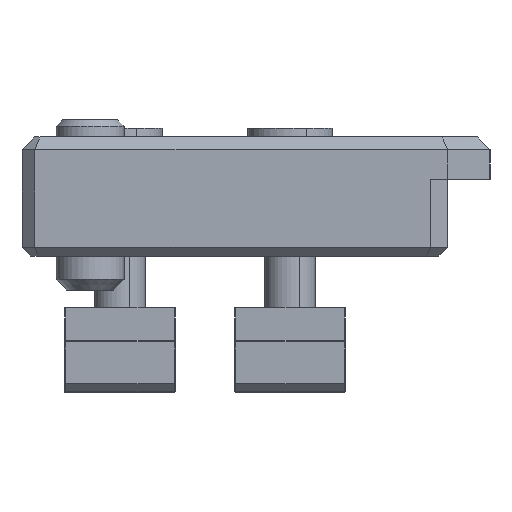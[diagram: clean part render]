
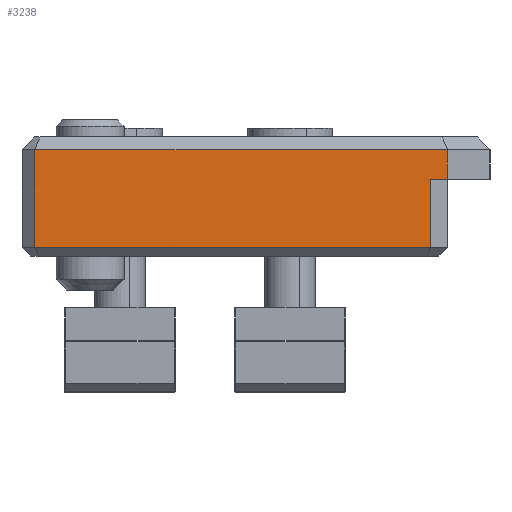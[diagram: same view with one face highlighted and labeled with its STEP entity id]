
A CAD part, left-side view. The second image highlights one B-rep face of the part: STEP entity #3238.
In plain terms, the highlighted planar face has unit normal (-1, 0, 0).
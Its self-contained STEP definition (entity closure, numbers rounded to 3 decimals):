
#620=VERTEX_POINT('',#4954);
#627=VERTEX_POINT('',#4980);
#634=VERTEX_POINT('',#5004);
#635=VERTEX_POINT('',#5008);
#640=VERTEX_POINT('',#5039);
#641=VERTEX_POINT('',#5043);
#896=VECTOR('',#3956,1.);
#906=VECTOR('',#3970,1.);
#908=VECTOR('',#3973,1.);
#924=VECTOR('',#3999,1.);
#926=VECTOR('',#4002,1.);
#927=VECTOR('',#4003,1.);
#1143=LINE('',#4983,#896);
#1153=LINE('',#5003,#906);
#1155=LINE('',#5007,#908);
#1171=LINE('',#5038,#924);
#1173=LINE('',#5042,#926);
#1174=LINE('',#5044,#927);
#1414=EDGE_CURVE('',#627,#620,#1143,.T.);
#1424=EDGE_CURVE('',#620,#634,#1153,.T.);
#1426=EDGE_CURVE('',#634,#635,#1155,.T.);
#1442=EDGE_CURVE('',#640,#635,#1171,.T.);
#1444=EDGE_CURVE('',#627,#641,#1173,.T.);
#1445=EDGE_CURVE('',#640,#641,#1174,.T.);
#1977=ORIENTED_EDGE('',*,*,#1414,.F.);
#1978=ORIENTED_EDGE('',*,*,#1444,.T.);
#1979=ORIENTED_EDGE('',*,*,#1445,.F.);
#1980=ORIENTED_EDGE('',*,*,#1442,.T.);
#1981=ORIENTED_EDGE('',*,*,#1426,.F.);
#1982=ORIENTED_EDGE('',*,*,#1424,.F.);
#2790=EDGE_LOOP('',(#1977,#1978,#1979,#1980,#1981,#1982));
#3025=FACE_BOUND('',#2790,.T.);
#3238=ADVANCED_FACE('',(#3025),#5833,.T.);
#3467=AXIS2_PLACEMENT_3D('',#5041,#4001,$);
#3956=DIRECTION('',(0.,1.,0.));
#3970=DIRECTION('',(0.,0.,1.));
#3973=DIRECTION('',(0.,-1.,0.));
#3999=DIRECTION('',(0.,0.,1.));
#4001=DIRECTION('',(-1.,0.,0.));
#4002=DIRECTION('',(0.,0.,1.));
#4003=DIRECTION('',(0.,1.,0.));
#4954=CARTESIAN_POINT('',(-24.,23.5,1.));
#4980=CARTESIAN_POINT('',(-24.,-23.,1.));
#4983=CARTESIAN_POINT('',(-24.,0.165,1.));
#5003=CARTESIAN_POINT('',(-24.,23.5,0.));
#5004=CARTESIAN_POINT('',(-24.,23.5,12.5));
#5007=CARTESIAN_POINT('',(-24.,-0.817,12.5));
#5008=CARTESIAN_POINT('',(-24.,-25.,12.5));
#5038=CARTESIAN_POINT('',(-24.,-25.,9.));
#5039=CARTESIAN_POINT('',(-24.,-25.,9.));
#5041=CARTESIAN_POINT('',(-24.,0.25,0.));
#5042=CARTESIAN_POINT('',(-24.,-23.,0.));
#5043=CARTESIAN_POINT('',(-24.,-23.,9.));
#5044=CARTESIAN_POINT('',(-24.,-25.,9.));
#5833=PLANE('',#3467);
